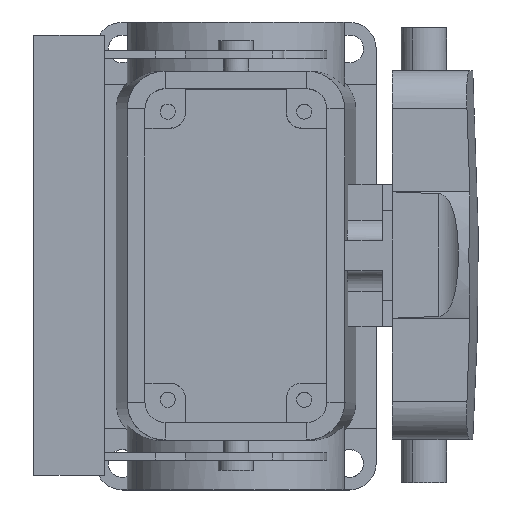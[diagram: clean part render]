
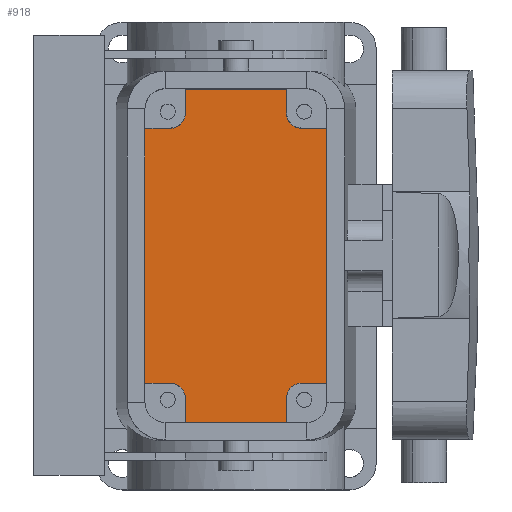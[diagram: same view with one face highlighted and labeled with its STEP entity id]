
A CAD part, top view. The second image highlights one B-rep face of the part: STEP entity #918.
In plain terms, the highlighted planar face has unit normal (0, 0, 1).
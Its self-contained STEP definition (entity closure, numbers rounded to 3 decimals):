
#352=AXIS2_PLACEMENT_3D('Circle Axis2P3D',#350,#351,$) ;
#796=AXIS2_PLACEMENT_3D('Plane Axis2P3D',#793,#794,#795) ;
#321=CARTESIAN_POINT('Vertex',(30.,13.25,5.5)) ;
#324=CARTESIAN_POINT('Line Origine',(30.,15.625,5.5)) ;
#328=CARTESIAN_POINT('Vertex',(30.,18.,5.5)) ;
#350=CARTESIAN_POINT('Axis2P3D Location',(27.,18.,5.5)) ;
#354=CARTESIAN_POINT('Vertex',(27.,21.,5.5)) ;
#374=CARTESIAN_POINT('Line Origine',(24.5,21.,5.5)) ;
#378=CARTESIAN_POINT('Vertex',(22.,21.,5.5)) ;
#752=CARTESIAN_POINT('Vertex',(50.,18.,5.5)) ;
#755=CARTESIAN_POINT('Line Origine',(50.,15.625,5.5)) ;
#759=CARTESIAN_POINT('Vertex',(50.,13.25,5.5)) ;
#781=CARTESIAN_POINT('Line Origine',(40.,13.25,5.5)) ;
#793=CARTESIAN_POINT('Axis2P3D Location',(40.,46.25,5.5)) ;
#799=CARTESIAN_POINT('Control Point',(50.,18.,5.5)) ;
#800=CARTESIAN_POINT('Control Point',(50.,18.339,5.5)) ;
#801=CARTESIAN_POINT('Control Point',(50.048,18.679,5.5)) ;
#802=CARTESIAN_POINT('Control Point',(50.144,19.009,5.5)) ;
#803=CARTESIAN_POINT('Control Point',(50.427,19.634,5.5)) ;
#804=CARTESIAN_POINT('Control Point',(50.872,20.155,5.5)) ;
#805=CARTESIAN_POINT('Control Point',(51.13,20.383,5.5)) ;
#806=CARTESIAN_POINT('Control Point',(51.639,20.717,5.5)) ;
#807=CARTESIAN_POINT('Control Point',(52.213,20.913,5.5)) ;
#808=CARTESIAN_POINT('Control Point',(52.473,20.971,5.5)) ;
#809=CARTESIAN_POINT('Control Point',(52.736,21.,5.5)) ;
#810=CARTESIAN_POINT('Control Point',(53.,21.,5.5)) ;
#811=CARTESIAN_POINT('Vertex',(53.,21.,5.5)) ;
#814=CARTESIAN_POINT('Line Origine',(55.5,21.,5.5)) ;
#818=CARTESIAN_POINT('Vertex',(58.,21.,5.5)) ;
#821=CARTESIAN_POINT('Line Origine',(58.,46.25,5.5)) ;
#825=CARTESIAN_POINT('Vertex',(58.,71.5,5.5)) ;
#828=CARTESIAN_POINT('Line Origine',(55.5,71.5,5.5)) ;
#832=CARTESIAN_POINT('Vertex',(53.,71.5,5.5)) ;
#836=CARTESIAN_POINT('Control Point',(53.,71.5,5.5)) ;
#837=CARTESIAN_POINT('Control Point',(52.661,71.5,5.5)) ;
#838=CARTESIAN_POINT('Control Point',(52.321,71.548,5.5)) ;
#839=CARTESIAN_POINT('Control Point',(51.991,71.644,5.5)) ;
#840=CARTESIAN_POINT('Control Point',(51.366,71.927,5.5)) ;
#841=CARTESIAN_POINT('Control Point',(50.845,72.372,5.5)) ;
#842=CARTESIAN_POINT('Control Point',(50.617,72.63,5.5)) ;
#843=CARTESIAN_POINT('Control Point',(50.283,73.139,5.5)) ;
#844=CARTESIAN_POINT('Control Point',(50.087,73.713,5.5)) ;
#845=CARTESIAN_POINT('Control Point',(50.029,73.973,5.5)) ;
#846=CARTESIAN_POINT('Control Point',(50.,74.236,5.5)) ;
#847=CARTESIAN_POINT('Control Point',(50.,74.5,5.5)) ;
#848=CARTESIAN_POINT('Vertex',(50.,74.5,5.5)) ;
#851=CARTESIAN_POINT('Line Origine',(50.,76.875,5.5)) ;
#855=CARTESIAN_POINT('Vertex',(50.,79.25,5.5)) ;
#858=CARTESIAN_POINT('Line Origine',(40.,79.25,5.5)) ;
#862=CARTESIAN_POINT('Vertex',(30.,79.25,5.5)) ;
#865=CARTESIAN_POINT('Line Origine',(30.,76.875,5.5)) ;
#869=CARTESIAN_POINT('Vertex',(30.,74.5,5.5)) ;
#873=CARTESIAN_POINT('Control Point',(30.,74.5,5.5)) ;
#874=CARTESIAN_POINT('Control Point',(30.,74.161,5.5)) ;
#875=CARTESIAN_POINT('Control Point',(29.952,73.821,5.5)) ;
#876=CARTESIAN_POINT('Control Point',(29.856,73.491,5.5)) ;
#877=CARTESIAN_POINT('Control Point',(29.573,72.866,5.5)) ;
#878=CARTESIAN_POINT('Control Point',(29.128,72.345,5.5)) ;
#879=CARTESIAN_POINT('Control Point',(28.87,72.117,5.5)) ;
#880=CARTESIAN_POINT('Control Point',(28.361,71.783,5.5)) ;
#881=CARTESIAN_POINT('Control Point',(27.787,71.587,5.5)) ;
#882=CARTESIAN_POINT('Control Point',(27.527,71.529,5.5)) ;
#883=CARTESIAN_POINT('Control Point',(27.264,71.5,5.5)) ;
#884=CARTESIAN_POINT('Control Point',(27.,71.5,5.5)) ;
#885=CARTESIAN_POINT('Vertex',(27.,71.5,5.5)) ;
#888=CARTESIAN_POINT('Line Origine',(24.5,71.5,5.5)) ;
#892=CARTESIAN_POINT('Vertex',(22.,71.5,5.5)) ;
#895=CARTESIAN_POINT('Line Origine',(22.,46.25,5.5)) ;
#325=DIRECTION('Vector Direction',(0.,-1.,0.)) ;
#351=DIRECTION('Axis2P3D Direction',(0.,0.,-1.)) ;
#375=DIRECTION('Vector Direction',(1.,0.,0.)) ;
#756=DIRECTION('Vector Direction',(0.,-1.,0.)) ;
#782=DIRECTION('Vector Direction',(1.,0.,0.)) ;
#794=DIRECTION('Axis2P3D Direction',(-0.,0.,1.)) ;
#795=DIRECTION('Axis2P3D XDirection',(0.,-1.,0.)) ;
#815=DIRECTION('Vector Direction',(-1.,0.,0.)) ;
#822=DIRECTION('Vector Direction',(0.,-1.,0.)) ;
#829=DIRECTION('Vector Direction',(-1.,0.,0.)) ;
#852=DIRECTION('Vector Direction',(0.,1.,0.)) ;
#859=DIRECTION('Vector Direction',(-1.,0.,0.)) ;
#866=DIRECTION('Vector Direction',(0.,1.,0.)) ;
#889=DIRECTION('Vector Direction',(1.,0.,0.)) ;
#896=DIRECTION('Vector Direction',(0.,1.,0.)) ;
#326=VECTOR('Line Direction',#325,1.) ;
#376=VECTOR('Line Direction',#375,1.) ;
#757=VECTOR('Line Direction',#756,1.) ;
#783=VECTOR('Line Direction',#782,1.) ;
#816=VECTOR('Line Direction',#815,1.) ;
#823=VECTOR('Line Direction',#822,1.) ;
#830=VECTOR('Line Direction',#829,1.) ;
#853=VECTOR('Line Direction',#852,1.) ;
#860=VECTOR('Line Direction',#859,1.) ;
#867=VECTOR('Line Direction',#866,1.) ;
#890=VECTOR('Line Direction',#889,1.) ;
#897=VECTOR('Line Direction',#896,1.) ;
#901=ORIENTED_EDGE('',*,*,#356,.F.) ;
#902=ORIENTED_EDGE('',*,*,#330,.T.) ;
#903=ORIENTED_EDGE('',*,*,#785,.T.) ;
#904=ORIENTED_EDGE('',*,*,#761,.F.) ;
#905=ORIENTED_EDGE('',*,*,#813,.F.) ;
#906=ORIENTED_EDGE('',*,*,#820,.F.) ;
#907=ORIENTED_EDGE('',*,*,#827,.T.) ;
#908=ORIENTED_EDGE('',*,*,#834,.T.) ;
#909=ORIENTED_EDGE('',*,*,#850,.F.) ;
#910=ORIENTED_EDGE('',*,*,#857,.T.) ;
#911=ORIENTED_EDGE('',*,*,#864,.T.) ;
#912=ORIENTED_EDGE('',*,*,#871,.F.) ;
#913=ORIENTED_EDGE('',*,*,#887,.F.) ;
#914=ORIENTED_EDGE('',*,*,#894,.F.) ;
#915=ORIENTED_EDGE('',*,*,#899,.T.) ;
#916=ORIENTED_EDGE('',*,*,#380,.T.) ;
#918=ADVANCED_FACE('Housing',(#917),#797,.T.) ;
#798=B_SPLINE_CURVE_WITH_KNOTS('',5,(#799,#800,#801,#802,#803,#804,#805,#806,#807,#808,#809,#810),.UNSPECIFIED.,.F.,.U.,(6,3,3,6),(0.,2.4,4.8,6.664),.UNSPECIFIED.) ;
#835=B_SPLINE_CURVE_WITH_KNOTS('',5,(#836,#837,#838,#839,#840,#841,#842,#843,#844,#845,#846,#847),.UNSPECIFIED.,.F.,.U.,(6,3,3,6),(0.,2.4,4.8,6.664),.UNSPECIFIED.) ;
#872=B_SPLINE_CURVE_WITH_KNOTS('',5,(#873,#874,#875,#876,#877,#878,#879,#880,#881,#882,#883,#884),.UNSPECIFIED.,.F.,.U.,(6,3,3,6),(0.,2.4,4.8,6.664),.UNSPECIFIED.) ;
#353=CIRCLE('generated circle',#352,3.) ;
#330=EDGE_CURVE('',#329,#322,#327,.T.) ;
#356=EDGE_CURVE('',#329,#355,#353,.F.) ;
#380=EDGE_CURVE('',#379,#355,#377,.T.) ;
#761=EDGE_CURVE('',#753,#760,#758,.T.) ;
#785=EDGE_CURVE('',#322,#760,#784,.T.) ;
#813=EDGE_CURVE('',#812,#753,#798,.F.) ;
#820=EDGE_CURVE('',#819,#812,#817,.T.) ;
#827=EDGE_CURVE('',#819,#826,#824,.F.) ;
#834=EDGE_CURVE('',#826,#833,#831,.T.) ;
#850=EDGE_CURVE('',#849,#833,#835,.F.) ;
#857=EDGE_CURVE('',#849,#856,#854,.T.) ;
#864=EDGE_CURVE('',#856,#863,#861,.T.) ;
#871=EDGE_CURVE('',#870,#863,#868,.T.) ;
#887=EDGE_CURVE('',#886,#870,#872,.F.) ;
#894=EDGE_CURVE('',#893,#886,#891,.T.) ;
#899=EDGE_CURVE('',#893,#379,#898,.F.) ;
#900=EDGE_LOOP('',(#901,#902,#903,#904,#905,#906,#907,#908,#909,#910,#911,#912,#913,#914,#915,#916)) ;
#917=FACE_OUTER_BOUND('',#900,.T.) ;
#327=LINE('Line',#324,#326) ;
#377=LINE('Line',#374,#376) ;
#758=LINE('Line',#755,#757) ;
#784=LINE('Line',#781,#783) ;
#817=LINE('Line',#814,#816) ;
#824=LINE('Line',#821,#823) ;
#831=LINE('Line',#828,#830) ;
#854=LINE('Line',#851,#853) ;
#861=LINE('Line',#858,#860) ;
#868=LINE('Line',#865,#867) ;
#891=LINE('Line',#888,#890) ;
#898=LINE('Line',#895,#897) ;
#797=PLANE('',#796) ;
#322=VERTEX_POINT('',#321) ;
#329=VERTEX_POINT('',#328) ;
#355=VERTEX_POINT('',#354) ;
#379=VERTEX_POINT('',#378) ;
#753=VERTEX_POINT('',#752) ;
#760=VERTEX_POINT('',#759) ;
#812=VERTEX_POINT('',#811) ;
#819=VERTEX_POINT('',#818) ;
#826=VERTEX_POINT('',#825) ;
#833=VERTEX_POINT('',#832) ;
#849=VERTEX_POINT('',#848) ;
#856=VERTEX_POINT('',#855) ;
#863=VERTEX_POINT('',#862) ;
#870=VERTEX_POINT('',#869) ;
#886=VERTEX_POINT('',#885) ;
#893=VERTEX_POINT('',#892) ;
